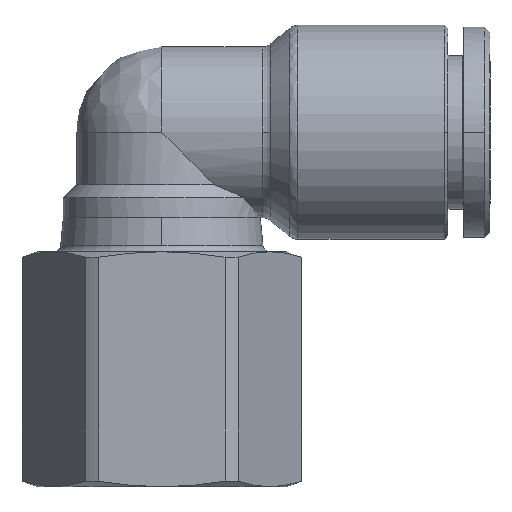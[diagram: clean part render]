
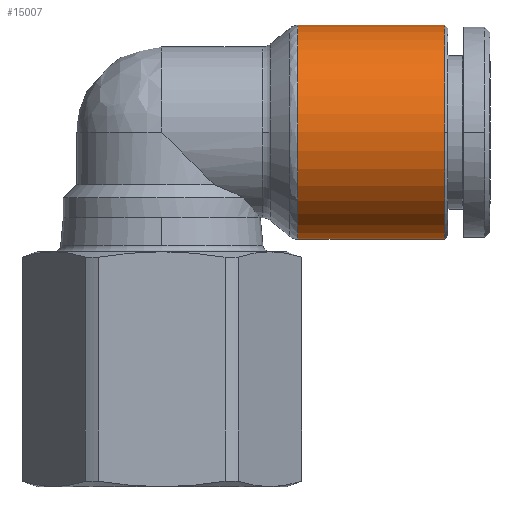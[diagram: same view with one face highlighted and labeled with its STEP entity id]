
A CAD part, front view. The second image highlights one B-rep face of the part: STEP entity #15007.
In plain terms, the highlighted cylindrical face has radius 8.15 mm (diameter 16.3 mm), a partial arc.
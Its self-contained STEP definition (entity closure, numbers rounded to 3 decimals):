
#555 = DIRECTION ( 'NONE',  ( 0., 0., -1. ) ) ;
#592 = EDGE_LOOP ( 'NONE', ( #14512, #2798, #15322, #15309, #14537 ) ) ;
#1461 = VERTEX_POINT ( 'NONE', #1651 ) ;
#1651 = CARTESIAN_POINT ( 'NONE',  ( 12.317, 0., 8.15 ) ) ;
#1919 = CARTESIAN_POINT ( 'NONE',  ( 5.767, 0., 8.15 ) ) ;
#2210 = DIRECTION ( 'NONE',  ( 1., 0., 0. ) ) ;
#2450 = VERTEX_POINT ( 'NONE', #4862 ) ;
#2798 = ORIENTED_EDGE ( 'NONE', *, *, #14763, .T. ) ;
#2950 = AXIS2_PLACEMENT_3D ( 'NONE', #3068, #2210, #5570 ) ;
#3068 = CARTESIAN_POINT ( 'NONE',  ( 12.317, 0., 0. ) ) ;
#3083 = CARTESIAN_POINT ( 'NONE',  ( 5.767, 0., -8.15 ) ) ;
#3250 = DIRECTION ( 'NONE',  ( 1., 0., 0. ) ) ;
#3776 = AXIS2_PLACEMENT_3D ( 'NONE', #4425, #9272, #11856 ) ;
#3853 = CYLINDRICAL_SURFACE ( 'NONE', #3776, 8.15 ) ;
#3965 = VERTEX_POINT ( 'NONE', #8949 ) ;
#4216 = VECTOR ( 'NONE', #15540, 1000. ) ;
#4425 = CARTESIAN_POINT ( 'NONE',  ( 5.767, 0., 0. ) ) ;
#4862 = CARTESIAN_POINT ( 'NONE',  ( 1.126, 0., -8.15 ) ) ;
#4975 = CIRCLE ( 'NONE', #10893, 8.15 ) ;
#5570 = DIRECTION ( 'NONE',  ( 0., 0., 1. ) ) ;
#7209 = EDGE_CURVE ( 'NONE', #2450, #7313, #7541, .T. ) ;
#7313 = VERTEX_POINT ( 'NONE', #15852 ) ;
#7541 = LINE ( 'NONE', #3083, #4216 ) ;
#7734 = EDGE_CURVE ( 'NONE', #1461, #8632, #4975, .T. ) ;
#7863 = VECTOR ( 'NONE', #9199, 1000. ) ;
#7996 = DIRECTION ( 'NONE',  ( 1., 0., 0. ) ) ;
#8632 = VERTEX_POINT ( 'NONE', #12703 ) ;
#8738 = CIRCLE ( 'NONE', #15081, 8.15 ) ;
#8949 = CARTESIAN_POINT ( 'NONE',  ( 1.126, 0., 8.15 ) ) ;
#9199 = DIRECTION ( 'NONE',  ( 1., 0., 0. ) ) ;
#9272 = DIRECTION ( 'NONE',  ( 1., 0., 0. ) ) ;
#9587 = EDGE_CURVE ( 'NONE', #8632, #7313, #12932, .T. ) ;
#10743 = DIRECTION ( 'NONE',  ( 0., 0., 1. ) ) ;
#10893 = AXIS2_PLACEMENT_3D ( 'NONE', #14666, #3250, #10743 ) ;
#11485 = FACE_OUTER_BOUND ( 'NONE', #592, .T. ) ;
#11856 = DIRECTION ( 'NONE',  ( 0., 0., -1. ) ) ;
#12411 = EDGE_CURVE ( 'NONE', #3965, #1461, #15475, .T. ) ;
#12703 = CARTESIAN_POINT ( 'NONE',  ( 12.317, -8.15, 0. ) ) ;
#12932 = CIRCLE ( 'NONE', #2950, 8.15 ) ;
#14270 = CARTESIAN_POINT ( 'NONE',  ( 1.126, 0., 0. ) ) ;
#14512 = ORIENTED_EDGE ( 'NONE', *, *, #12411, .F. ) ;
#14537 = ORIENTED_EDGE ( 'NONE', *, *, #7734, .F. ) ;
#14666 = CARTESIAN_POINT ( 'NONE',  ( 12.317, 0., 0. ) ) ;
#14763 = EDGE_CURVE ( 'NONE', #3965, #2450, #8738, .T. ) ;
#15007 = ADVANCED_FACE ( 'NONE', ( #11485 ), #3853, .T. ) ;
#15081 = AXIS2_PLACEMENT_3D ( 'NONE', #14270, #7996, #555 ) ;
#15309 = ORIENTED_EDGE ( 'NONE', *, *, #9587, .F. ) ;
#15322 = ORIENTED_EDGE ( 'NONE', *, *, #7209, .T. ) ;
#15475 = LINE ( 'NONE', #1919, #7863 ) ;
#15540 = DIRECTION ( 'NONE',  ( 1., 0., 0. ) ) ;
#15852 = CARTESIAN_POINT ( 'NONE',  ( 12.317, 0., -8.15 ) ) ;
